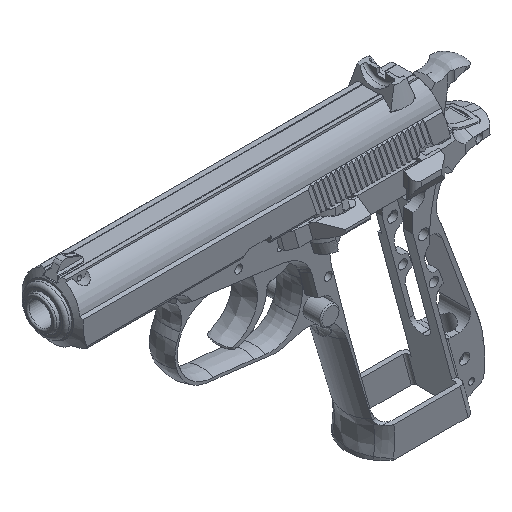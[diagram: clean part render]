
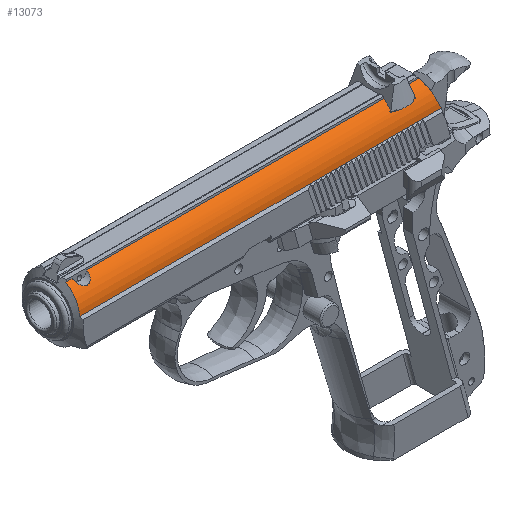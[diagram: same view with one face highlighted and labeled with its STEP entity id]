
A CAD part, isometric view. The second image highlights one B-rep face of the part: STEP entity #13073.
In plain terms, the highlighted cylindrical face has radius 11.224 mm (diameter 22.447 mm), a partial arc.
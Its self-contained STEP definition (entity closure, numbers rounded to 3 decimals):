
#234=ELLIPSE('',#15812,11.379,11.224);
#235=ELLIPSE('',#15815,11.379,11.224);
#593=CYLINDRICAL_SURFACE('',#15924,11.224);
#788=B_SPLINE_CURVE_WITH_KNOTS('',3,(#21747,#21748,#21749,#21750,#21751,
#21752),.UNSPECIFIED.,.F.,.F.,(4,1,1,4),(0.,0.005,
0.008,0.011),.UNSPECIFIED.);
#789=B_SPLINE_CURVE_WITH_KNOTS('',3,(#21754,#21755,#21756,#21757,#21758,
#21759,#21760,#21761,#21762,#21763,#21764),.UNSPECIFIED.,.F.,.F.,(4,1,1,
1,1,1,1,1,4),(0.,0.001,0.003,
0.004,0.005,0.006,0.008,
0.009,0.01),.UNSPECIFIED.);
#790=B_SPLINE_CURVE_WITH_KNOTS('',3,(#21767,#21768,#21769,#21770,#21771,
#21772),.UNSPECIFIED.,.F.,.F.,(4,1,1,4),(0.,0.003,
0.006,0.011),.UNSPECIFIED.);
#2086=ORIENTED_EDGE('',*,*,#5637,.F.);
#2087=ORIENTED_EDGE('',*,*,#5434,.T.);
#2088=ORIENTED_EDGE('',*,*,#5636,.T.);
#2089=ORIENTED_EDGE('',*,*,#5638,.F.);
#2090=ORIENTED_EDGE('',*,*,#5639,.F.);
#2091=ORIENTED_EDGE('',*,*,#5449,.T.);
#2092=ORIENTED_EDGE('',*,*,#5444,.F.);
#2093=ORIENTED_EDGE('',*,*,#5442,.F.);
#2094=ORIENTED_EDGE('',*,*,#5440,.F.);
#2095=ORIENTED_EDGE('',*,*,#5436,.T.);
#5434=EDGE_CURVE('',#7324,#7325,#8659,.T.);
#5436=EDGE_CURVE('',#7327,#7326,#8660,.T.);
#5440=EDGE_CURVE('',#7327,#7329,#234,.F.);
#5442=EDGE_CURVE('',#7329,#7330,#8663,.F.);
#5444=EDGE_CURVE('',#7330,#7331,#235,.F.);
#5449=EDGE_CURVE('',#7335,#7331,#8669,.T.);
#5636=EDGE_CURVE('',#7325,#7454,#788,.T.);
#5637=EDGE_CURVE('',#7324,#7326,#789,.T.);
#5638=EDGE_CURVE('',#7455,#7454,#8795,.T.);
#5639=EDGE_CURVE('',#7335,#7455,#790,.T.);
#7324=VERTEX_POINT('',#20994);
#7325=VERTEX_POINT('',#20995);
#7326=VERTEX_POINT('',#20997);
#7327=VERTEX_POINT('',#20999);
#7329=VERTEX_POINT('',#21009);
#7330=VERTEX_POINT('',#21013);
#7331=VERTEX_POINT('',#21017);
#7335=VERTEX_POINT('',#21027);
#7454=VERTEX_POINT('',#21746);
#7455=VERTEX_POINT('',#21766);
#8659=LINE('',#20993,#9868);
#8660=LINE('',#20998,#9869);
#8663=LINE('',#21012,#9872);
#8669=LINE('',#21026,#9878);
#8795=LINE('',#21765,#10004);
#9868=VECTOR('',#17232,1000.);
#9869=VECTOR('',#17235,1000.);
#9872=VECTOR('',#17246,1000.);
#9878=VECTOR('',#17258,1000.);
#10004=VECTOR('',#17600,1000.);
#11033=EDGE_LOOP('',(#2086,#2087,#2088,#2089,#2090,#2091,#2092,#2093,#2094,
#2095));
#11831=FACE_BOUND('',#11033,.T.);
#13073=ADVANCED_FACE('',(#11831),#593,.T.);
#15812=AXIS2_PLACEMENT_3D('',#21008,#17241,#17242);
#15815=AXIS2_PLACEMENT_3D('',#21016,#17250,#17251);
#15924=AXIS2_PLACEMENT_3D('',#21753,#17598,#17599);
#17232=DIRECTION('',(-1.,0.,0.));
#17235=DIRECTION('',(-1.,0.,0.));
#17241=DIRECTION('',(-0.986,0.,0.164));
#17242=DIRECTION('',(-0.164,0.,-0.986));
#17246=DIRECTION('',(-1.,0.,0.));
#17250=DIRECTION('',(0.986,0.,0.164));
#17251=DIRECTION('',(-0.164,0.,0.986));
#17258=DIRECTION('',(-1.,0.,0.));
#17598=DIRECTION('',(-1.,0.,0.));
#17599=DIRECTION('',(0.,0.,1.));
#17600=DIRECTION('',(-1.,0.,0.));
#20993=CARTESIAN_POINT('',(152.6,-5.125,11.));
#20994=CARTESIAN_POINT('',(7.845,-5.125,11.));
#20995=CARTESIAN_POINT('',(5.289,-5.125,11.));
#20997=CARTESIAN_POINT('',(13.655,-5.125,11.));
#20998=CARTESIAN_POINT('',(152.6,-5.125,11.));
#20999=CARTESIAN_POINT('',(130.383,-5.125,11.));
#21008=CARTESIAN_POINT('',(128.719,0.,1.015));
#21009=CARTESIAN_POINT('',(129.925,-8.58,8.25));
#21012=CARTESIAN_POINT('',(152.6,-8.58,8.25));
#21013=CARTESIAN_POINT('',(139.675,-8.58,8.25));
#21016=CARTESIAN_POINT('',(140.881,0.,1.015));
#21017=CARTESIAN_POINT('',(139.217,-5.125,11.));
#21026=CARTESIAN_POINT('',(152.6,-5.125,11.));
#21027=CARTESIAN_POINT('',(144.252,-5.125,11.));
#21746=CARTESIAN_POINT('',(4.866,-11.125,2.5));
#21747=CARTESIAN_POINT('',(5.289,-5.125,11.));
#21748=CARTESIAN_POINT('',(5.249,-6.744,10.169));
#21749=CARTESIAN_POINT('',(5.161,-8.827,8.354));
#21750=CARTESIAN_POINT('',(5.001,-10.555,5.14));
#21751=CARTESIAN_POINT('',(4.913,-11.005,3.401));
#21752=CARTESIAN_POINT('',(4.866,-11.125,2.5));
#21753=CARTESIAN_POINT('',(152.6,0.,1.015));
#21754=CARTESIAN_POINT('',(7.845,-5.125,11.));
#21755=CARTESIAN_POINT('',(7.896,-5.51,10.803));
#21756=CARTESIAN_POINT('',(8.047,-6.238,10.374));
#21757=CARTESIAN_POINT('',(8.544,-7.214,9.638));
#21758=CARTESIAN_POINT('',(9.435,-7.938,8.96));
#21759=CARTESIAN_POINT('',(10.74,-8.227,8.647));
#21760=CARTESIAN_POINT('',(12.047,-7.948,8.951));
#21761=CARTESIAN_POINT('',(12.95,-7.223,9.631));
#21762=CARTESIAN_POINT('',(13.45,-6.248,10.367));
#21763=CARTESIAN_POINT('',(13.604,-5.511,10.802));
#21764=CARTESIAN_POINT('',(13.655,-5.125,11.));
#21765=CARTESIAN_POINT('',(152.6,-11.125,2.5));
#21766=CARTESIAN_POINT('',(147.066,-11.125,2.5));
#21767=CARTESIAN_POINT('',(144.252,-5.125,11.));
#21768=CARTESIAN_POINT('',(144.434,-5.946,10.579));
#21769=CARTESIAN_POINT('',(144.839,-7.444,9.56));
#21770=CARTESIAN_POINT('',(145.685,-9.906,6.827));
#21771=CARTESIAN_POINT('',(146.4,-10.892,4.243));
#21772=CARTESIAN_POINT('',(147.066,-11.125,2.5));
